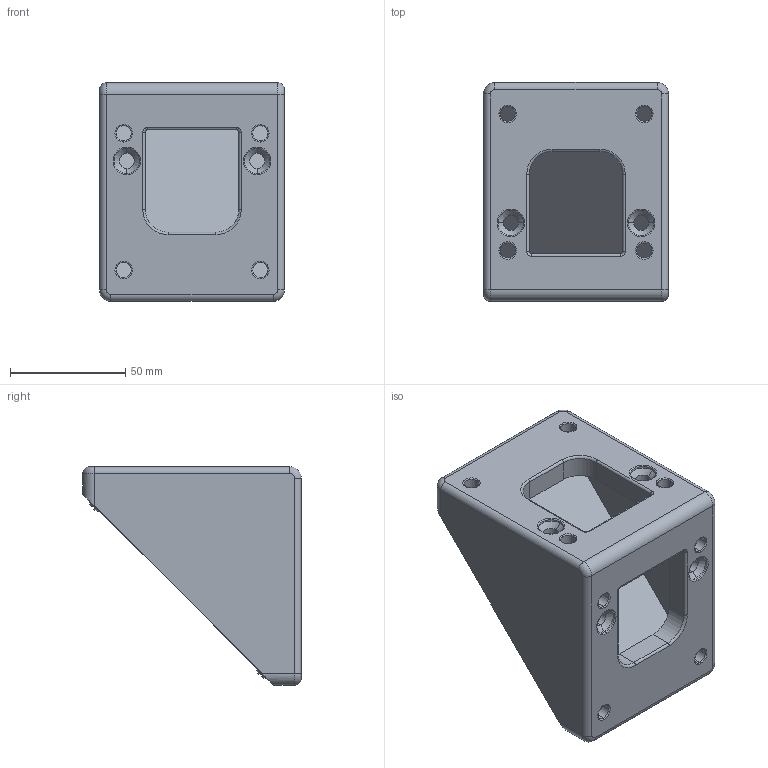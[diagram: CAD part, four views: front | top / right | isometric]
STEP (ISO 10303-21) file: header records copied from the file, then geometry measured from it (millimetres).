
FILE_DESCRIPTION (( 'STEP AP203' ), '1' );
FILE_NAME ('C1A-RL0-STP.STEP', '2025-11-12T00:08:27', ( '' ), ( '' ), 'SwSTEP 2.0', 'SolidWorks 2011', '' );
FILE_SCHEMA (( 'CONFIG_CONTROL_DESIGN' ));
Length unit declared in the file: millimetre
Products named in the file (3): C1A-RL0-STP; エルボ本体; エルボカバー
Assembly tree (2 placements, depth 2):
  C1A-RL0-STP
    エルボカバー
    エルボ本体
Bounding box: 80.4 x 95 x 95 mm (x, y, z)
Volume: 144006 mm3; surface area: 63832 mm2
Topology: 2 solids, 4 shells, 283 faces, 706 edges, 433 vertices
Faces by surface type: cylinder 120, plane 82, torus 44, bspline 16, cone 15, sphere 6
Entity records: 9082 total; most frequent: CARTESIAN_POINT 1964, DIRECTION 1511, ORIENTED_EDGE 1408, EDGE_CURVE 704, AXIS2_PLACEMENT_3D 590, VERTEX_POINT 433, VECTOR 331, LINE 331
